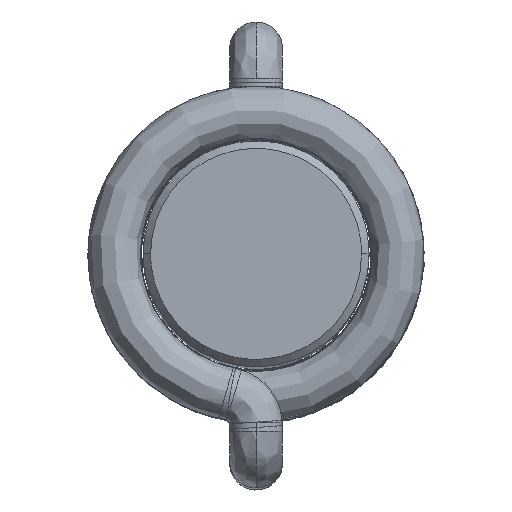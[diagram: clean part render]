
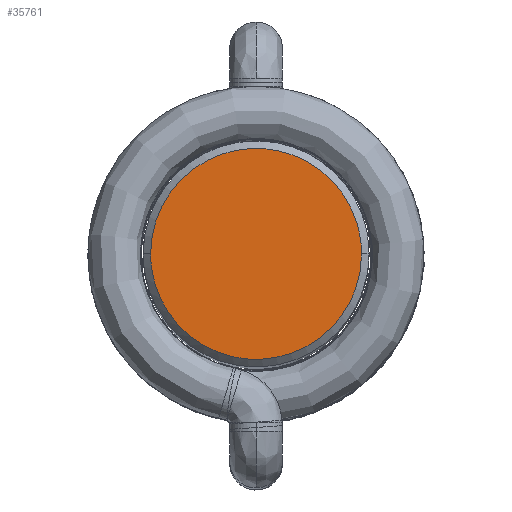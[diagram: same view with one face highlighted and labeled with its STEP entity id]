
A CAD part, top view. The second image highlights one B-rep face of the part: STEP entity #35761.
In plain terms, the highlighted free-form (B-spline) face has degree [1, 1] with [2, 2] control points.
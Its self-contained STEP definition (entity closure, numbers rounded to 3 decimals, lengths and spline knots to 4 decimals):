
#35609 = EDGE_CURVE('',#35610,#35612,#35614,.T.);
#35610 = VERTEX_POINT('',#35611);
#35611 = CARTESIAN_POINT('',(-1.7899,0.,
    15.3423));
#35612 = VERTEX_POINT('',#35613);
#35613 = CARTESIAN_POINT('',(1.7899,0.,
    15.3423));
#35614 = ( BOUNDED_CURVE() B_SPLINE_CURVE(2,(#35615,#35616,#35617,#35618
,#35619),.UNSPECIFIED.,.F.,.F.) B_SPLINE_CURVE_WITH_KNOTS((3,2,3),(0.,
1.5708,3.1416),.PIECEWISE_BEZIER_KNOTS.) CURVE() 
GEOMETRIC_REPRESENTATION_ITEM() RATIONAL_B_SPLINE_CURVE((1.,
0.707,1.,0.707,1.)) REPRESENTATION_ITEM('') );
#35615 = CARTESIAN_POINT('',(-1.7899,0.,
    15.3423));
#35616 = CARTESIAN_POINT('',(-1.7899,1.7899,
    15.3423));
#35617 = CARTESIAN_POINT('',(0.,1.7899,
    15.3423));
#35618 = CARTESIAN_POINT('',(1.7899,1.7899,
    15.3423));
#35619 = CARTESIAN_POINT('',(1.7899,0.,
    15.3423));
#35716 = EDGE_CURVE('',#35612,#35610,#35717,.T.);
#35717 = ( BOUNDED_CURVE() B_SPLINE_CURVE(2,(#35718,#35719,#35720,#35721
,#35722),.UNSPECIFIED.,.F.,.F.) B_SPLINE_CURVE_WITH_KNOTS((3,2,3),(
    3.1416,4.7124,6.2832),
.PIECEWISE_BEZIER_KNOTS.) CURVE() GEOMETRIC_REPRESENTATION_ITEM() 
RATIONAL_B_SPLINE_CURVE((1.,0.707,1.,0.707,1.)) 
REPRESENTATION_ITEM('') );
#35718 = CARTESIAN_POINT('',(1.7899,0.,
    15.3423));
#35719 = CARTESIAN_POINT('',(1.7899,-1.7899,
    15.3423));
#35720 = CARTESIAN_POINT('',(0.,-1.7899,
    15.3423));
#35721 = CARTESIAN_POINT('',(-1.7899,-1.7899,
    15.3423));
#35722 = CARTESIAN_POINT('',(-1.7899,0.,
    15.3423));
#35761 = ADVANCED_FACE('',(#35762),#35766,.T.);
#35762 = FACE_BOUND('',#35763,.T.);
#35763 = EDGE_LOOP('',(#35764,#35765));
#35764 = ORIENTED_EDGE('',*,*,#35609,.F.);
#35765 = ORIENTED_EDGE('',*,*,#35716,.F.);
#35766 = B_SPLINE_SURFACE_WITH_KNOTS('',1,1,(
    (#35767,#35768)
    ,(#35769,#35770
    )),.UNSPECIFIED.,.F.,.F.,.F.,(2,2),(2,2),(-0.9981,
    1.8019),(-1.4,1.4),
  .PIECEWISE_BEZIER_KNOTS.);
#35767 = CARTESIAN_POINT('',(-1.7899,-1.7899,
    15.3423));
#35768 = CARTESIAN_POINT('',(-1.7899,1.7899,
    15.3423));
#35769 = CARTESIAN_POINT('',(1.7899,-1.7899,
    15.3423));
#35770 = CARTESIAN_POINT('',(1.7899,1.7899,
    15.3423));
